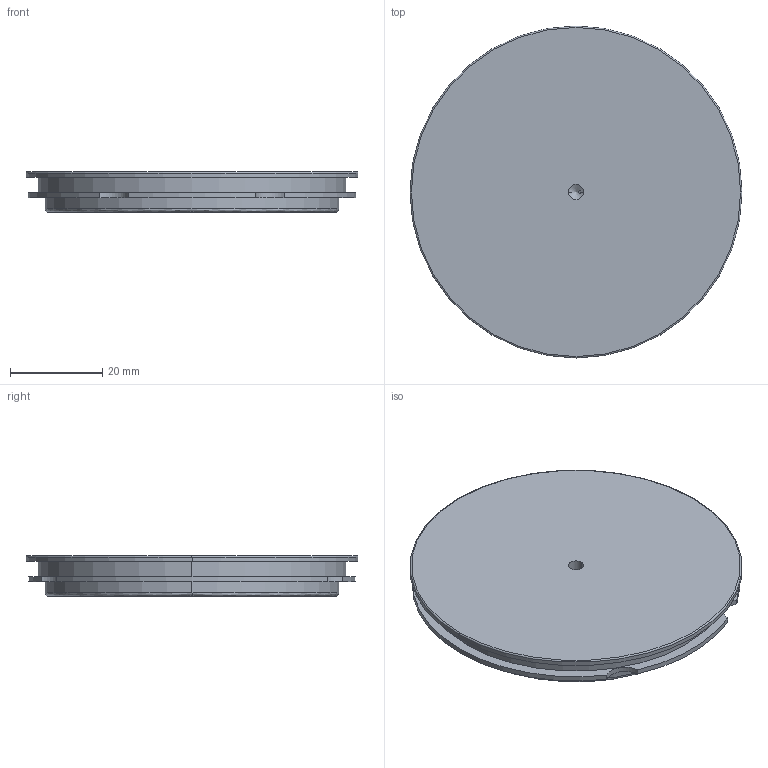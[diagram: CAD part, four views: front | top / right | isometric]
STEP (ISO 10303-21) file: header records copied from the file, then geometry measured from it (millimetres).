
FILE_DESCRIPTION (( 'STEP AP203' ), '1' );
FILE_NAME ('CSC2-6PM.STEP', '2025-12-02T00:42:32', ( '' ), ( '' ), 'SwSTEP 2.0', 'SolidWorks 2020', '' );
FILE_SCHEMA (( 'CONFIG_CONTROL_DESIGN' ));
Length unit declared in the file: millimetre
Products named in the file (1): CSC2-6PM
Bounding box: 71.8 x 71.8 x 8.7 mm (x, y, z)
Volume: 29481.3 mm3; surface area: 11811.4 mm2
Topology: 1 solids, 1 shells, 502 faces, 1409 edges, 899 vertices
Faces by surface type: plane 306, bspline 79, cylinder 49, torus 34, cone 34
Entity records: 20014 total; most frequent: CARTESIAN_POINT 7700, ORIENTED_EDGE 2750, DIRECTION 2239, EDGE_CURVE 1375, VERTEX_POINT 899, LINE 843, VECTOR 843, AXIS2_PLACEMENT_3D 698
